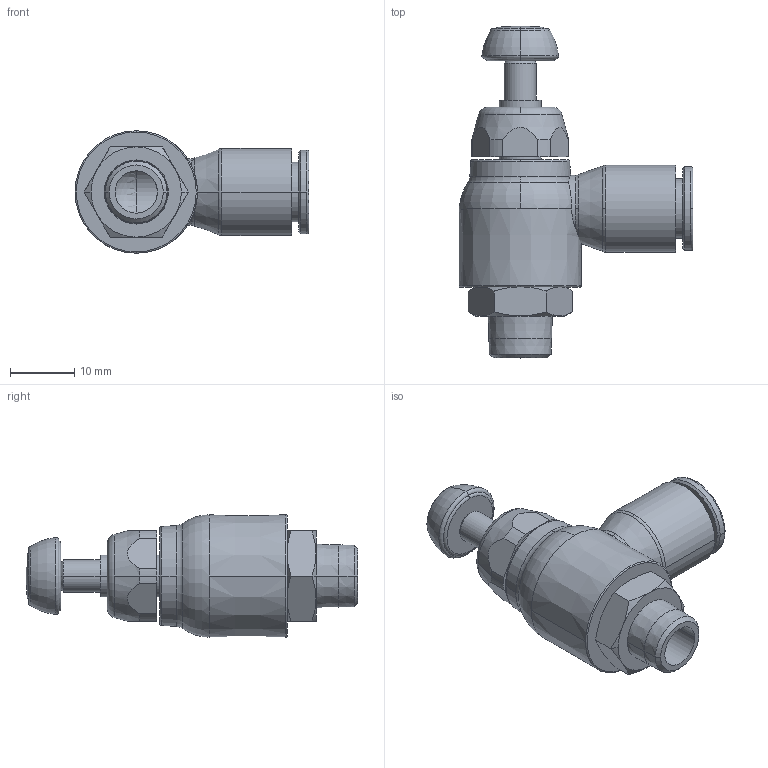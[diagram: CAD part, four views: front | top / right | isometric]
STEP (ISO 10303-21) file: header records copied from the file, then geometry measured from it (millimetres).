
FILE_DESCRIPTION(('STEP AP214'),'1');
FILE_NAME('7067_08_10.stp','2016-07-07T14:31:55',('TraceParts'),('TraceParts S.A.'),'Spatial InterOp 3D',' ',' ');
FILE_SCHEMA(('automotive_design'));
Length unit declared in the file: millimetre
Products named in the file (1): 1
Bounding box: 36.3 x 51.5 x 19 mm (x, y, z)
Volume: 8401.1 mm3; surface area: 5036.6 mm2
Topology: 1 solids, 1 shells, 121 faces, 304 edges, 192 vertices
Faces by surface type: cone 36, torus 29, cylinder 28, plane 26, sphere 2
Entity records: 3846 total; most frequent: CARTESIAN_POINT 896, DIRECTION 681, ORIENTED_EDGE 600, AXIS2_PLACEMENT_3D 303, EDGE_CURVE 300, VERTEX_POINT 192, CIRCLE 181, EDGE_LOOP 134
